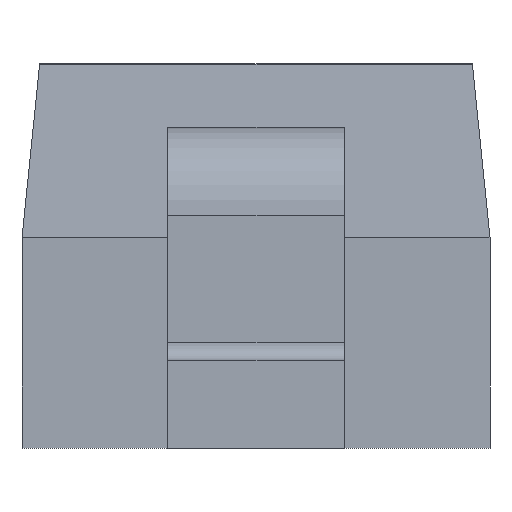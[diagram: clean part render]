
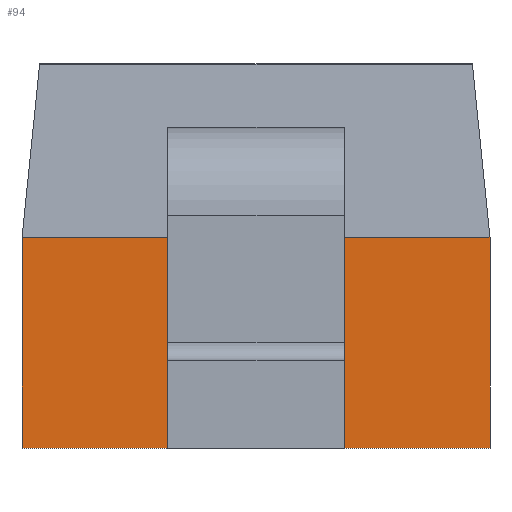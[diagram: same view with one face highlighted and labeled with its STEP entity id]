
A CAD part, left-side view. The second image highlights one B-rep face of the part: STEP entity #94.
In plain terms, the highlighted planar face has unit normal (-1, 0, 0).
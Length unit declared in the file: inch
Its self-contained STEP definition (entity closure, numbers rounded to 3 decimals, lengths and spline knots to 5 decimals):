
#34 = DIRECTION ( 'NONE',  ( 0., 0., 1. ) ) ;
#38 = VERTEX_POINT ( 'NONE', #833 ) ;
#48 = DIRECTION ( 'NONE',  ( 0., 1., 0. ) ) ;
#80 = VECTOR ( 'NONE', #594, 39.37008 ) ;
#84 = VERTEX_POINT ( 'NONE', #262 ) ;
#94 = ADVANCED_FACE ( 'NONE', ( #568 ), #655, .T. ) ;
#99 = CARTESIAN_POINT ( 'NONE',  ( -0.03543, -0.01, 0. ) ) ;
#123 = VERTEX_POINT ( 'NONE', #1096 ) ;
#153 = ORIENTED_EDGE ( 'NONE', *, *, #971, .T. ) ;
#169 = VECTOR ( 'NONE', #993, 39.37008 ) ;
#181 = ORIENTED_EDGE ( 'NONE', *, *, #779, .T. ) ;
#182 = DIRECTION ( 'NONE',  ( 0., 1., 0. ) ) ;
#211 = LINE ( 'NONE', #218, #427 ) ;
#218 = CARTESIAN_POINT ( 'NONE',  ( -0.03543, -0.02657, 0. ) ) ;
#223 = CARTESIAN_POINT ( 'NONE',  ( -0.03543, -0.02657, 0.00031 ) ) ;
#262 = CARTESIAN_POINT ( 'NONE',  ( -0.03543, -0.01, -0.01362 ) ) ;
#266 = CARTESIAN_POINT ( 'NONE',  ( -0.03543, 0.01, 0. ) ) ;
#282 = VECTOR ( 'NONE', #1036, 39.37008 ) ;
#287 = EDGE_CURVE ( 'NONE', #521, #1193, #211, .T. ) ;
#307 = LINE ( 'NONE', #266, #282 ) ;
#377 = LINE ( 'NONE', #799, #80 ) ;
#379 = CARTESIAN_POINT ( 'NONE',  ( -0.03543, -0.02657, -0.01362 ) ) ;
#399 = EDGE_CURVE ( 'NONE', #38, #84, #1258, .T. ) ;
#427 = VECTOR ( 'NONE', #618, 39.37008 ) ;
#491 = VERTEX_POINT ( 'NONE', #1201 ) ;
#521 = VERTEX_POINT ( 'NONE', #812 ) ;
#564 = ORIENTED_EDGE ( 'NONE', *, *, #287, .T. ) ;
#568 = FACE_OUTER_BOUND ( 'NONE', #571, .T. ) ;
#569 = EDGE_CURVE ( 'NONE', #84, #123, #1124, .T. ) ;
#571 = EDGE_LOOP ( 'NONE', ( #868, #181, #153, #754, #1261, #564, #1215, #1304 ) ) ;
#572 = CARTESIAN_POINT ( 'NONE',  ( -0.03543, 0., -0.02362 ) ) ;
#583 = VERTEX_POINT ( 'NONE', #1014 ) ;
#594 = DIRECTION ( 'NONE',  ( 0., 1., 0. ) ) ;
#618 = DIRECTION ( 'NONE',  ( 0., 0., 1. ) ) ;
#655 = PLANE ( 'NONE',  #1001 ) ;
#754 = ORIENTED_EDGE ( 'NONE', *, *, #876, .F. ) ;
#758 = CARTESIAN_POINT ( 'NONE',  ( -0.03543, -0.02657, 0.00031 ) ) ;
#762 = VECTOR ( 'NONE', #48, 39.37008 ) ;
#779 = EDGE_CURVE ( 'NONE', #123, #491, #307, .T. ) ;
#783 = DIRECTION ( 'NONE',  ( -1., 0., 0. ) ) ;
#795 = LINE ( 'NONE', #572, #762 ) ;
#799 = CARTESIAN_POINT ( 'NONE',  ( -0.03543, -0.02657, 0.00031 ) ) ;
#812 = CARTESIAN_POINT ( 'NONE',  ( -0.03543, -0.02657, -0.02362 ) ) ;
#833 = CARTESIAN_POINT ( 'NONE',  ( -0.03543, -0.01, 0.00031 ) ) ;
#841 = VECTOR ( 'NONE', #920, 39.37008 ) ;
#848 = EDGE_CURVE ( 'NONE', #521, #583, #795, .T. ) ;
#862 = VECTOR ( 'NONE', #950, 39.37008 ) ;
#868 = ORIENTED_EDGE ( 'NONE', *, *, #569, .T. ) ;
#873 = CARTESIAN_POINT ( 'NONE',  ( -0.03543, -0.02657, 0. ) ) ;
#876 = EDGE_CURVE ( 'NONE', #583, #907, #1319, .T. ) ;
#907 = VERTEX_POINT ( 'NONE', #1160 ) ;
#920 = DIRECTION ( 'NONE',  ( 0., 0., 1. ) ) ;
#950 = DIRECTION ( 'NONE',  ( 0., 1., 0. ) ) ;
#971 = EDGE_CURVE ( 'NONE', #491, #907, #1287, .T. ) ;
#993 = DIRECTION ( 'NONE',  ( 0., 0., -1. ) ) ;
#999 = CARTESIAN_POINT ( 'NONE',  ( -0.03543, 0.02657, 0. ) ) ;
#1001 = AXIS2_PLACEMENT_3D ( 'NONE', #873, #783, #34 ) ;
#1014 = CARTESIAN_POINT ( 'NONE',  ( -0.03543, 0.02657, -0.02362 ) ) ;
#1036 = DIRECTION ( 'NONE',  ( 0., 0., 1. ) ) ;
#1061 = VECTOR ( 'NONE', #182, 39.37008 ) ;
#1077 = EDGE_CURVE ( 'NONE', #1193, #38, #377, .T. ) ;
#1096 = CARTESIAN_POINT ( 'NONE',  ( -0.03543, 0.01, -0.01362 ) ) ;
#1124 = LINE ( 'NONE', #379, #1061 ) ;
#1160 = CARTESIAN_POINT ( 'NONE',  ( -0.03543, 0.02657, 0.00031 ) ) ;
#1193 = VERTEX_POINT ( 'NONE', #223 ) ;
#1201 = CARTESIAN_POINT ( 'NONE',  ( -0.03543, 0.01, 0.00031 ) ) ;
#1215 = ORIENTED_EDGE ( 'NONE', *, *, #1077, .T. ) ;
#1258 = LINE ( 'NONE', #99, #169 ) ;
#1261 = ORIENTED_EDGE ( 'NONE', *, *, #848, .F. ) ;
#1287 = LINE ( 'NONE', #758, #862 ) ;
#1304 = ORIENTED_EDGE ( 'NONE', *, *, #399, .T. ) ;
#1319 = LINE ( 'NONE', #999, #841 ) ;
